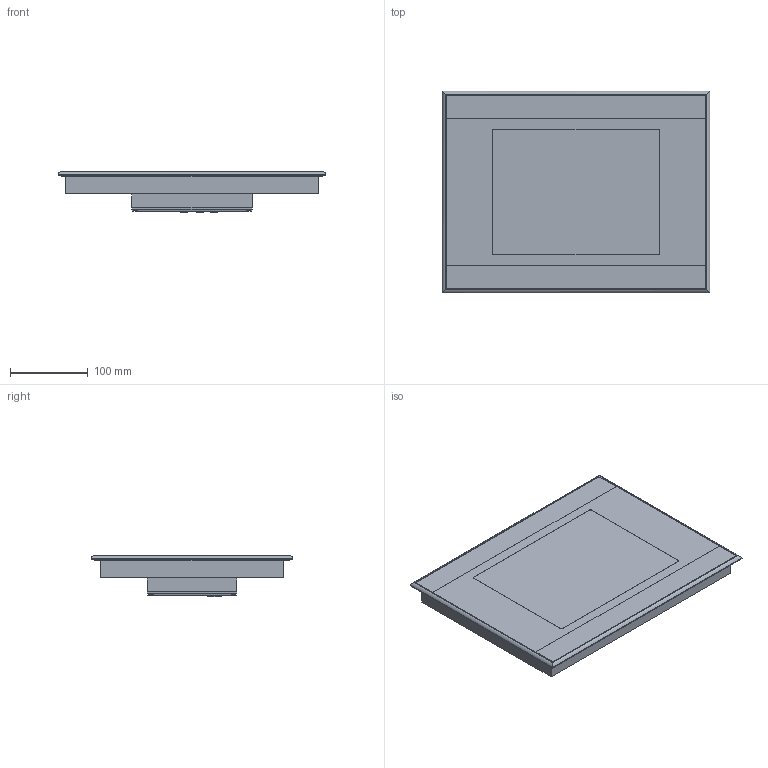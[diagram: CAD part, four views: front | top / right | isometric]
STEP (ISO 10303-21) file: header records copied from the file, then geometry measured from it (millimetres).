
FILE_DESCRIPTION (( 'STEP AP214' ), '1' );
FILE_NAME ('cds_xv_152_16.stp', '2011-11-07T09:28:26', ( 'Cadenas' ), ( '' ), 'SwSTEP 2.0', 'SolidWorks 2011', '' );
FILE_SCHEMA (( 'AUTOMOTIVE_DESIGN' ));
Length unit declared in the file: millimetre
Products named in the file (1): cds_xv_152_16
Bounding box: 345 x 260 x 53.05 mm (x, y, z)
Volume: 2668332.9 mm3; surface area: 231570 mm2
Topology: 1 solids, 1 shells, 629 faces, 1665 edges, 1104 vertices
Faces by surface type: plane 383, cylinder 228, sphere 8, torus 6, cone 4
Entity records: 19557 total; most frequent: CARTESIAN_POINT 3411, DIRECTION 3409, ORIENTED_EDGE 3330, EDGE_CURVE 1665, VECTOR 1173, LINE 1173, AXIS2_PLACEMENT_3D 1118, VERTEX_POINT 1104
